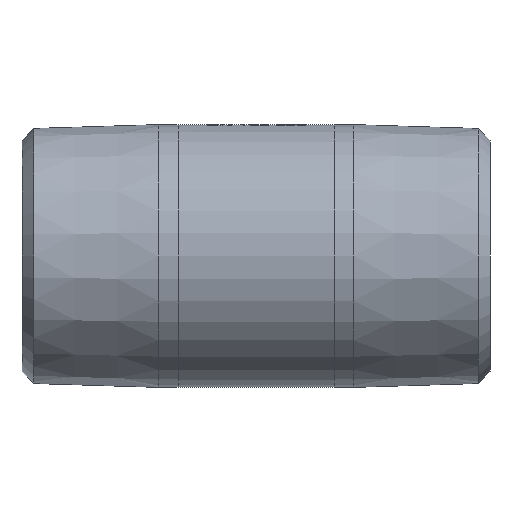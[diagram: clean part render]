
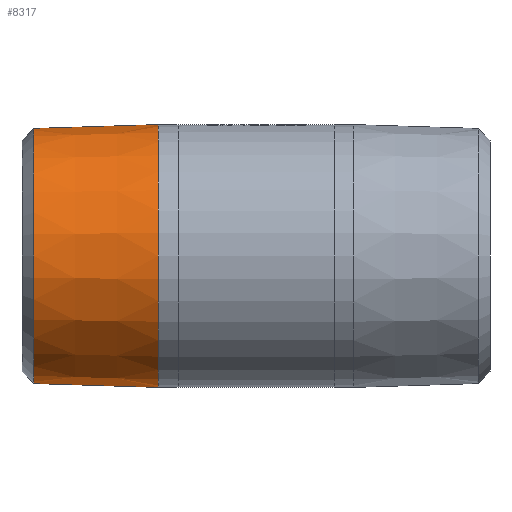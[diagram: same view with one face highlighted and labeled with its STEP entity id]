
A CAD part, front view. The second image highlights one B-rep face of the part: STEP entity #8317.
In plain terms, the highlighted conical face has half-angle 1.79 degrees and reference radius 16.625 mm.
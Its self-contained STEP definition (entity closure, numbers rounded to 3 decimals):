
#668 = LINE ( 'NONE', #16805, #16045 ) ;
#729 = CARTESIAN_POINT ( 'NONE',  ( -19.6, 0., 0. ) ) ;
#856 = CARTESIAN_POINT ( 'NONE',  ( -12.544, 0., -16.845 ) ) ;
#1170 = VECTOR ( 'NONE', #2149, 1000. ) ;
#1540 = CIRCLE ( 'NONE', #11131, 16.347 ) ;
#1921 = CARTESIAN_POINT ( 'NONE',  ( -28.472, 0., -16.347 ) ) ;
#2149 = DIRECTION ( 'NONE',  ( 1., 0., 0.031 ) ) ;
#2177 = AXIS2_PLACEMENT_3D ( 'NONE', #729, #15944, #15761 ) ;
#2594 = ORIENTED_EDGE ( 'NONE', *, *, #9162, .F. ) ;
#4273 = CARTESIAN_POINT ( 'NONE',  ( -28.472, 0., 16.347 ) ) ;
#4389 = ORIENTED_EDGE ( 'NONE', *, *, #5992, .F. ) ;
#4530 = EDGE_CURVE ( 'NONE', #5410, #8272, #668, .T. ) ;
#4861 = EDGE_CURVE ( 'NONE', #8272, #6433, #17542, .T. ) ;
#5410 = VERTEX_POINT ( 'NONE', #1921 ) ;
#5424 = CARTESIAN_POINT ( 'NONE',  ( -12.544, 0., 16.845 ) ) ;
#5614 = DIRECTION ( 'NONE',  ( -1., 0., 0. ) ) ;
#5992 = EDGE_CURVE ( 'NONE', #5410, #6407, #1540, .T. ) ;
#6407 = VERTEX_POINT ( 'NONE', #4273 ) ;
#6433 = VERTEX_POINT ( 'NONE', #5424 ) ;
#7156 = EDGE_LOOP ( 'NONE', ( #2594, #4389, #11171, #12859 ) ) ;
#7475 = DIRECTION ( 'NONE',  ( 0., 0., 1. ) ) ;
#8272 = VERTEX_POINT ( 'NONE', #856 ) ;
#8317 = ADVANCED_FACE ( 'NONE', ( #9695 ), #12502, .T. ) ;
#9162 = EDGE_CURVE ( 'NONE', #6407, #6433, #12041, .T. ) ;
#9695 = FACE_OUTER_BOUND ( 'NONE', #7156, .T. ) ;
#9889 = AXIS2_PLACEMENT_3D ( 'NONE', #14187, #12883, #7475 ) ;
#9985 = DIRECTION ( 'NONE',  ( 1., 0., -0.031 ) ) ;
#10749 = DIRECTION ( 'NONE',  ( 0., 0., 1. ) ) ;
#11131 = AXIS2_PLACEMENT_3D ( 'NONE', #12383, #5614, #10749 ) ;
#11171 = ORIENTED_EDGE ( 'NONE', *, *, #4530, .T. ) ;
#12041 = LINE ( 'NONE', #12990, #1170 ) ;
#12383 = CARTESIAN_POINT ( 'NONE',  ( -28.472, 0., 0. ) ) ;
#12502 = CONICAL_SURFACE ( 'NONE', #2177, 16.625, 0.031 ) ;
#12859 = ORIENTED_EDGE ( 'NONE', *, *, #4861, .T. ) ;
#12883 = DIRECTION ( 'NONE',  ( -1., 0., 0. ) ) ;
#12990 = CARTESIAN_POINT ( 'NONE',  ( -19.6, 0., 16.625 ) ) ;
#14187 = CARTESIAN_POINT ( 'NONE',  ( -12.544, 0., 0. ) ) ;
#15761 = DIRECTION ( 'NONE',  ( 0., 0., -1. ) ) ;
#15944 = DIRECTION ( 'NONE',  ( 1., 0., 0. ) ) ;
#16045 = VECTOR ( 'NONE', #9985, 1000. ) ;
#16805 = CARTESIAN_POINT ( 'NONE',  ( -19.6, 0., -16.625 ) ) ;
#17542 = CIRCLE ( 'NONE', #9889, 16.845 ) ;
